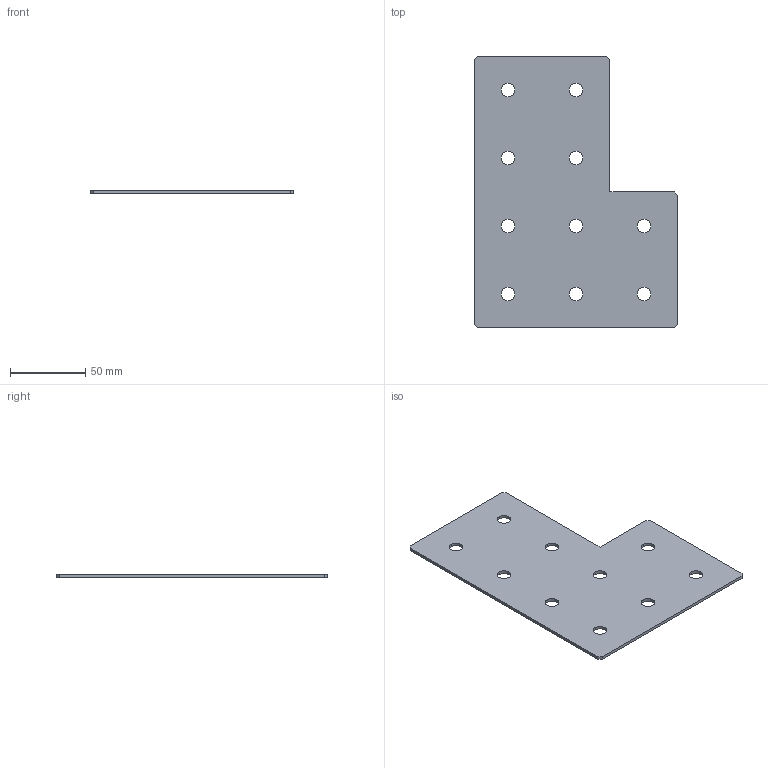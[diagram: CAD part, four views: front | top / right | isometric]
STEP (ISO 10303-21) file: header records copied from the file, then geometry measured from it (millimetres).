
FILE_DESCRIPTION (( 'STEP AP214' ), '1' );
FILE_NAME ('Ã-ïëàñòèíà 45 ñåðèÿ 3õ4 10îòâ 135õ180õ2.STEP', '2022-02-22T10:49:24', ( 'user' ), ( '' ), 'SwSTEP 2.0', 'SolidWorks 2021', '' );
FILE_SCHEMA (( 'AUTOMOTIVE_DESIGN' ));
Length unit declared in the file: millimetre
Products named in the file (1): Ã-ïëàñòèíà 45 ñåðèÿ 3õ4 10îòâ 135õ180õ2
Bounding box: 135 x 180 x 2 mm (x, y, z)
Volume: 39207.7 mm3; surface area: 41021.4 mm2
Topology: 1 solids, 1 shells, 33 faces, 93 edges, 62 vertices
Faces by surface type: cylinder 20, plane 13
Entity records: 1161 total; most frequent: DIRECTION 201, CARTESIAN_POINT 189, ORIENTED_EDGE 186, EDGE_CURVE 93, AXIS2_PLACEMENT_3D 74, VERTEX_POINT 62, EDGE_LOOP 53, LINE 53
